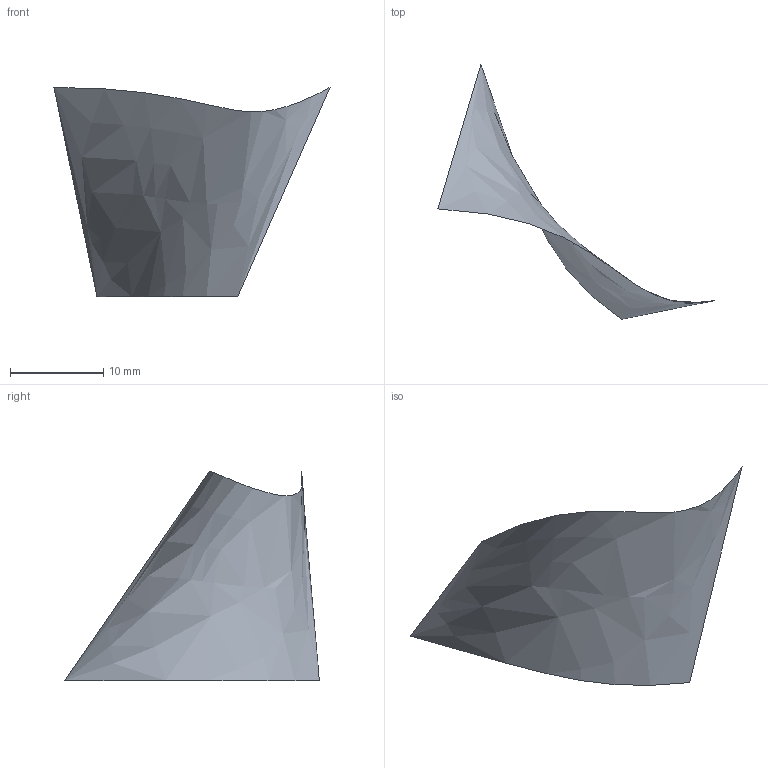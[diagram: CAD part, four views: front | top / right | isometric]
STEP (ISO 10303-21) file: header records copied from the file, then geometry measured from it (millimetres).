
FILE_DESCRIPTION(/* description */ (''),/* implementation_level */ '2;1');
FILE_NAME(/* name */ 'side2',/* time_stamp */ '2019-07-11T17:19:04-04:00',/* author */ (''),/* organization */ (''),/* preprocessor_version */ 'ST-DEVELOPER v15',/* originating_system */ '',/* authorisation */ '');
FILE_SCHEMA (('AUTOMOTIVE_DESIGN_CC2'));
Length unit declared in the file: millimetre
Products named in the file (1): Document
Bounding box: 29.59 x 27.3 x 22.43 mm (x, y, z)
Surface area: 664 mm2 (no closed solid volume)
Topology: 0 solids, 1 shells, 1 faces, 4 edges, 4 vertices
Faces by surface type: bspline 1
Entity records: 95 total; most frequent: CARTESIAN_POINT 34, B_SPLINE_CURVE_WITH_KNOTS 8, ORIENTED_EDGE 4, PCURVE 4, DEFINITIONAL_REPRESENTATION 4, SURFACE_CURVE 4, EDGE_CURVE 4, VERTEX_POINT 4
